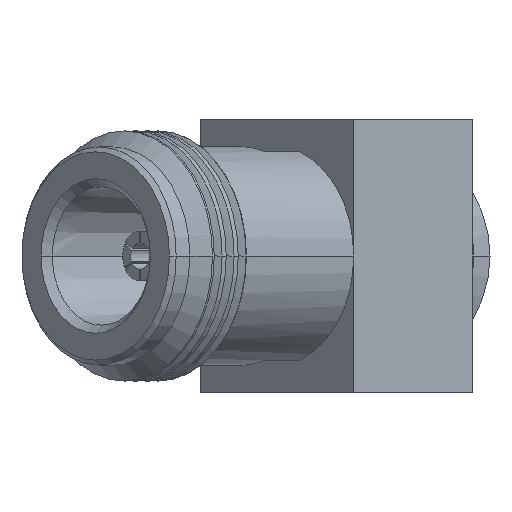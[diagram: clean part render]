
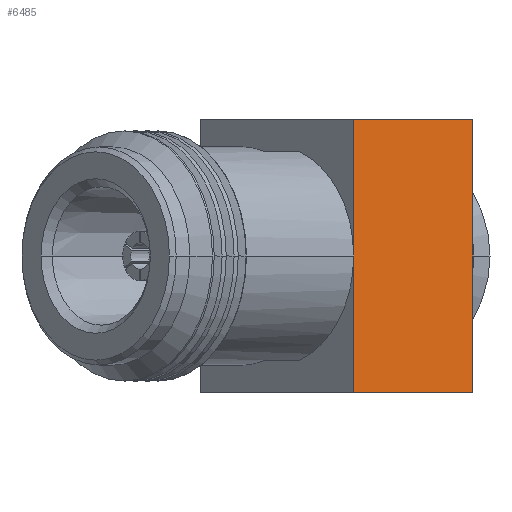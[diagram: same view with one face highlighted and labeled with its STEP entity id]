
A CAD part, left-side view. The second image highlights one B-rep face of the part: STEP entity #6485.
In plain terms, the highlighted planar face has unit normal (-0.707, -0.707, 0).
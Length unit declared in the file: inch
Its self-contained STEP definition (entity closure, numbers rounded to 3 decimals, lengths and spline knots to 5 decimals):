
#215 = LINE ( 'NONE', #2311, #6622 ) ;
#672 = DIRECTION ( 'NONE',  ( -0.707, -0.707, 0. ) ) ;
#694 = CARTESIAN_POINT ( 'NONE',  ( -0.11136, -0.26447, 0.33465 ) ) ;
#711 = AXIS2_PLACEMENT_3D ( 'NONE', #5542, #672, #2815 ) ;
#826 = LINE ( 'NONE', #1256, #5177 ) ;
#985 = ORIENTED_EDGE ( 'NONE', *, *, #3321, .T. ) ;
#1196 = FACE_OUTER_BOUND ( 'NONE', #5787, .T. ) ;
#1227 = DIRECTION ( 'NONE',  ( 0.707, -0.707, 0. ) ) ;
#1256 = CARTESIAN_POINT ( 'NONE',  ( -0.40366, 0.02784, -0.33465 ) ) ;
#1402 = CARTESIAN_POINT ( 'NONE',  ( -0.11136, -0.26447, -0.33465 ) ) ;
#1436 = DIRECTION ( 'NONE',  ( 0.707, -0.707, 0. ) ) ;
#2060 = CARTESIAN_POINT ( 'NONE',  ( -0.40366, 0.02784, 0.33465 ) ) ;
#2311 = CARTESIAN_POINT ( 'NONE',  ( -0.11136, -0.26447, -0.33465 ) ) ;
#2374 = CARTESIAN_POINT ( 'NONE',  ( -0.40366, 0.02784, 0.33465 ) ) ;
#2418 = ORIENTED_EDGE ( 'NONE', *, *, #2849, .F. ) ;
#2763 = EDGE_CURVE ( 'NONE', #5040, #6900, #215, .T. ) ;
#2815 = DIRECTION ( 'NONE',  ( -0.707, 0.707, 0. ) ) ;
#2849 = EDGE_CURVE ( 'NONE', #3319, #6900, #5288, .T. ) ;
#3197 = ORIENTED_EDGE ( 'NONE', *, *, #3198, .F. ) ;
#3198 = EDGE_CURVE ( 'NONE', #4683, #3319, #826, .T. ) ;
#3319 = VERTEX_POINT ( 'NONE', #2374 ) ;
#3321 = EDGE_CURVE ( 'NONE', #4683, #5040, #5693, .T. ) ;
#3348 = PLANE ( 'NONE',  #711 ) ;
#3408 = DIRECTION ( 'NONE',  ( 0., 0., 1. ) ) ;
#3443 = VECTOR ( 'NONE', #1227, 39.37008 ) ;
#3479 = DIRECTION ( 'NONE',  ( 0., 0., 1. ) ) ;
#4070 = CARTESIAN_POINT ( 'NONE',  ( -0.40366, 0.02784, -0.33465 ) ) ;
#4683 = VERTEX_POINT ( 'NONE', #4070 ) ;
#5040 = VERTEX_POINT ( 'NONE', #1402 ) ;
#5177 = VECTOR ( 'NONE', #3408, 39.37008 ) ;
#5288 = LINE ( 'NONE', #2060, #6746 ) ;
#5542 = CARTESIAN_POINT ( 'NONE',  ( -0.40366, 0.02784, -0.33465 ) ) ;
#5693 = LINE ( 'NONE', #6181, #3443 ) ;
#5787 = EDGE_LOOP ( 'NONE', ( #6082, #2418, #3197, #985 ) ) ;
#6082 = ORIENTED_EDGE ( 'NONE', *, *, #2763, .T. ) ;
#6181 = CARTESIAN_POINT ( 'NONE',  ( -0.40366, 0.02784, -0.33465 ) ) ;
#6485 = ADVANCED_FACE ( 'NONE', ( #1196 ), #3348, .T. ) ;
#6622 = VECTOR ( 'NONE', #3479, 39.37008 ) ;
#6746 = VECTOR ( 'NONE', #1436, 39.37008 ) ;
#6900 = VERTEX_POINT ( 'NONE', #694 ) ;
